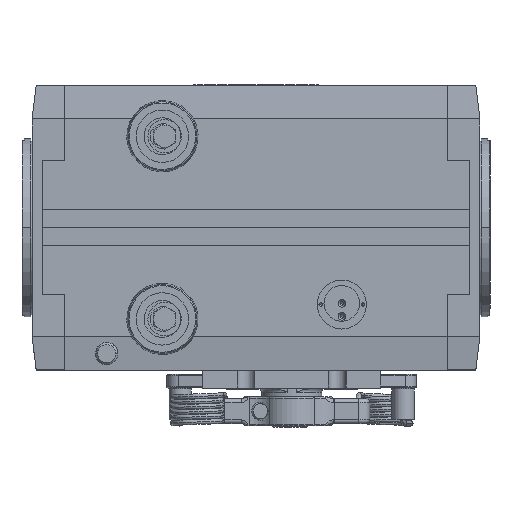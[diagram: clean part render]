
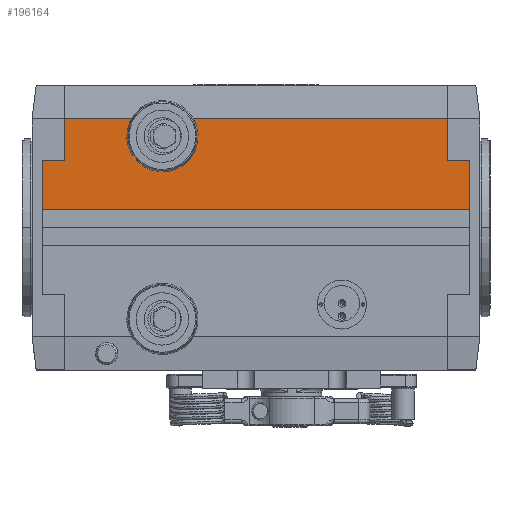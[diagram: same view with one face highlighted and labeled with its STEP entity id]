
A CAD part, top view. The second image highlights one B-rep face of the part: STEP entity #196164.
In plain terms, the highlighted planar face has unit normal (0, 0, 1).
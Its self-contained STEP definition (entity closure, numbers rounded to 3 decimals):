
#2734 = VERTEX_POINT ( 'NONE', #115954 ) ;
#3627 = EDGE_CURVE ( 'NONE', #23232, #6728, #77624, .T. ) ;
#5190 = ORIENTED_EDGE ( 'NONE', *, *, #87515, .T. ) ;
#6728 = VERTEX_POINT ( 'NONE', #55701 ) ;
#10365 = ORIENTED_EDGE ( 'NONE', *, *, #23439, .T. ) ;
#12147 = AXIS2_PLACEMENT_3D ( 'NONE', #126793, #161019, #23109 ) ;
#12412 = DIRECTION ( 'NONE',  ( 0., 0., 1. ) ) ;
#16107 = EDGE_CURVE ( 'NONE', #161827, #73822, #151889, .T. ) ;
#18952 = FACE_OUTER_BOUND ( 'NONE', #116579, .T. ) ;
#23109 = DIRECTION ( 'NONE',  ( -1., 0., 0. ) ) ;
#23232 = VERTEX_POINT ( 'NONE', #36081 ) ;
#23439 = EDGE_CURVE ( 'NONE', #169199, #2734, #28994, .T. ) ;
#28994 = LINE ( 'NONE', #46053, #175433 ) ;
#32255 = DIRECTION ( 'NONE',  ( 0., -1., 0. ) ) ;
#32269 = CARTESIAN_POINT ( 'NONE',  ( -96., 49., 55. ) ) ;
#33558 = VECTOR ( 'NONE', #40162, 1000. ) ;
#34067 = FACE_BOUND ( 'NONE', #83914, .T. ) ;
#34346 = CARTESIAN_POINT ( 'NONE',  ( 96., 49., 55. ) ) ;
#36081 = CARTESIAN_POINT ( 'NONE',  ( 96., 30., 55. ) ) ;
#36885 = CARTESIAN_POINT ( 'NONE',  ( 96., 49., 55. ) ) ;
#39798 = ORIENTED_EDGE ( 'NONE', *, *, #153521, .T. ) ;
#40162 = DIRECTION ( 'NONE',  ( -1., 0., 0. ) ) ;
#46053 = CARTESIAN_POINT ( 'NONE',  ( -96., 30., 55. ) ) ;
#46356 = LINE ( 'NONE', #92647, #69525 ) ;
#48327 = DIRECTION ( 'NONE',  ( 0., -1., 0. ) ) ;
#51126 = CARTESIAN_POINT ( 'NONE',  ( 86., 30., 55. ) ) ;
#51151 = DIRECTION ( 'NONE',  ( 0., 0., -1. ) ) ;
#52033 = LINE ( 'NONE', #36885, #121244 ) ;
#55701 = CARTESIAN_POINT ( 'NONE',  ( 96., 8., 55. ) ) ;
#58216 = LINE ( 'NONE', #178123, #33558 ) ;
#59390 = VERTEX_POINT ( 'NONE', #88503 ) ;
#62381 = LINE ( 'NONE', #32269, #193705 ) ;
#67615 = LINE ( 'NONE', #129037, #192987 ) ;
#68779 = EDGE_CURVE ( 'NONE', #198499, #167160, #146888, .T. ) ;
#69525 = VECTOR ( 'NONE', #32255, 1000. ) ;
#73822 = VERTEX_POINT ( 'NONE', #162327 ) ;
#77624 = LINE ( 'NONE', #34346, #196858 ) ;
#83914 = EDGE_LOOP ( 'NONE', ( #144416, #138380 ) ) ;
#87515 = EDGE_CURVE ( 'NONE', #23232, #198499, #67615, .T. ) ;
#88030 = VECTOR ( 'NONE', #133767, 1000. ) ;
#88356 = DIRECTION ( 'NONE',  ( -1., 0., 0. ) ) ;
#88483 = CARTESIAN_POINT ( 'NONE',  ( 86., 30., 55. ) ) ;
#88503 = CARTESIAN_POINT ( 'NONE',  ( -96., 8., 55. ) ) ;
#91557 = ORIENTED_EDGE ( 'NONE', *, *, #68779, .T. ) ;
#92647 = CARTESIAN_POINT ( 'NONE',  ( -86., 30., 55. ) ) ;
#95615 = ORIENTED_EDGE ( 'NONE', *, *, #163498, .T. ) ;
#98472 = DIRECTION ( 'NONE',  ( 1., 0., 0. ) ) ;
#101825 = CARTESIAN_POINT ( 'NONE',  ( -86., 49., 55. ) ) ;
#103796 = ORIENTED_EDGE ( 'NONE', *, *, #156678, .T. ) ;
#105365 = CIRCLE ( 'NONE', #12147, 5. ) ;
#115954 = CARTESIAN_POINT ( 'NONE',  ( -96., 30., 55. ) ) ;
#116579 = EDGE_LOOP ( 'NONE', ( #192620, #5190, #91557, #39798, #95615, #10365, #103796, #168529 ) ) ;
#121244 = VECTOR ( 'NONE', #140599, 1000. ) ;
#124323 = VERTEX_POINT ( 'NONE', #101825 ) ;
#125053 = CARTESIAN_POINT ( 'NONE',  ( -86., 30., 55. ) ) ;
#126793 = CARTESIAN_POINT ( 'NONE',  ( -41., 41., 55. ) ) ;
#127617 = PLANE ( 'NONE',  #171145 ) ;
#129037 = CARTESIAN_POINT ( 'NONE',  ( 96., 30., 55. ) ) ;
#133767 = DIRECTION ( 'NONE',  ( 0., 1., 0. ) ) ;
#138380 = ORIENTED_EDGE ( 'NONE', *, *, #165602, .F. ) ;
#140599 = DIRECTION ( 'NONE',  ( -1., 0., 0. ) ) ;
#144416 = ORIENTED_EDGE ( 'NONE', *, *, #16107, .F. ) ;
#146888 = LINE ( 'NONE', #88483, #88030 ) ;
#151889 = CIRCLE ( 'NONE', #155174, 5. ) ;
#153521 = EDGE_CURVE ( 'NONE', #167160, #124323, #52033, .T. ) ;
#155174 = AXIS2_PLACEMENT_3D ( 'NONE', #165567, #12412, #159832 ) ;
#156678 = EDGE_CURVE ( 'NONE', #2734, #59390, #62381, .T. ) ;
#156894 = CARTESIAN_POINT ( 'NONE',  ( 96., 49., 55. ) ) ;
#159832 = DIRECTION ( 'NONE',  ( -1., 0., 0. ) ) ;
#161019 = DIRECTION ( 'NONE',  ( 0., 0., 1. ) ) ;
#161827 = VERTEX_POINT ( 'NONE', #186447 ) ;
#162327 = CARTESIAN_POINT ( 'NONE',  ( -36., 41., 55. ) ) ;
#163498 = EDGE_CURVE ( 'NONE', #124323, #169199, #46356, .T. ) ;
#165567 = CARTESIAN_POINT ( 'NONE',  ( -41., 41., 55. ) ) ;
#165602 = EDGE_CURVE ( 'NONE', #73822, #161827, #105365, .T. ) ;
#167160 = VERTEX_POINT ( 'NONE', #173339 ) ;
#168529 = ORIENTED_EDGE ( 'NONE', *, *, #177689, .F. ) ;
#169199 = VERTEX_POINT ( 'NONE', #125053 ) ;
#171145 = AXIS2_PLACEMENT_3D ( 'NONE', #156894, #51151, #98472 ) ;
#173339 = CARTESIAN_POINT ( 'NONE',  ( 86., 49., 55. ) ) ;
#175433 = VECTOR ( 'NONE', #88356, 1000. ) ;
#177689 = EDGE_CURVE ( 'NONE', #6728, #59390, #58216, .T. ) ;
#178123 = CARTESIAN_POINT ( 'NONE',  ( 96., 8., 55. ) ) ;
#186447 = CARTESIAN_POINT ( 'NONE',  ( -46., 41., 55. ) ) ;
#188357 = DIRECTION ( 'NONE',  ( 0., -1., 0. ) ) ;
#192620 = ORIENTED_EDGE ( 'NONE', *, *, #3627, .F. ) ;
#192987 = VECTOR ( 'NONE', #193504, 1000. ) ;
#193504 = DIRECTION ( 'NONE',  ( -1., 0., 0. ) ) ;
#193705 = VECTOR ( 'NONE', #48327, 1000. ) ;
#196164 = ADVANCED_FACE ( 'NONE', ( #34067, #18952 ), #127617, .F. ) ;
#196858 = VECTOR ( 'NONE', #188357, 1000. ) ;
#198499 = VERTEX_POINT ( 'NONE', #51126 ) ;
